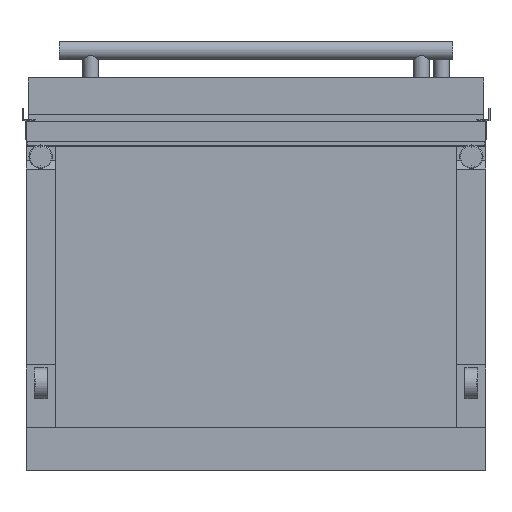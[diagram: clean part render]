
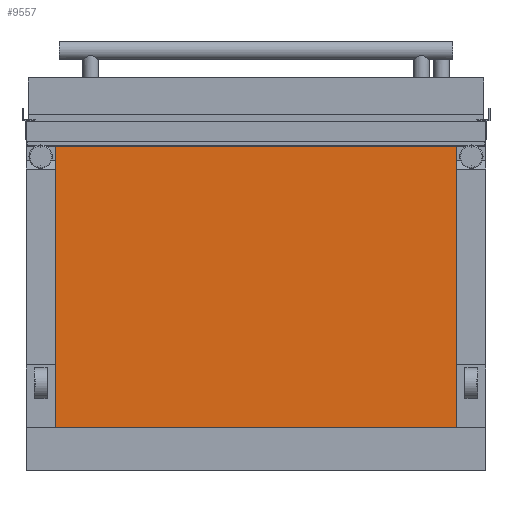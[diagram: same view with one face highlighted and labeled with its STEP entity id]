
A CAD part, front view. The second image highlights one B-rep face of the part: STEP entity #9557.
In plain terms, the highlighted planar face has unit normal (0, -1, 0).
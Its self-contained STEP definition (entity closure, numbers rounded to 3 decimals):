
#60 = CARTESIAN_POINT ( 'NONE',  ( 368., -928.35, -210.4 ) ) ;
#625 = ORIENTED_EDGE ( 'NONE', *, *, #16511, .F. ) ;
#698 = EDGE_CURVE ( 'NONE', #10149, #13261, #14635, .T. ) ;
#1733 = AXIS2_PLACEMENT_3D ( 'NONE', #11436, #7488, #12763 ) ;
#2173 = LINE ( 'NONE', #15440, #15689 ) ;
#2375 = DIRECTION ( 'NONE',  ( 1., 0., 0. ) ) ;
#2993 = EDGE_LOOP ( 'NONE', ( #15266, #10331, #12425, #625 ) ) ;
#3067 = VERTEX_POINT ( 'NONE', #3214 ) ;
#3214 = CARTESIAN_POINT ( 'NONE',  ( 321., -928.35, 240. ) ) ;
#4162 = LINE ( 'NONE', #7950, #15604 ) ;
#4178 = EDGE_CURVE ( 'NONE', #10149, #8558, #10620, .T. ) ;
#7488 = DIRECTION ( 'NONE',  ( 0., 1., 0. ) ) ;
#7950 = CARTESIAN_POINT ( 'NONE',  ( 321., -928.35, -280. ) ) ;
#8502 = DIRECTION ( 'NONE',  ( 0., 0., 1. ) ) ;
#8558 = VERTEX_POINT ( 'NONE', #12897 ) ;
#8703 = PLANE ( 'NONE',  #1733 ) ;
#9118 = CARTESIAN_POINT ( 'NONE',  ( -321., -928.35, -210.4 ) ) ;
#9284 = CARTESIAN_POINT ( 'NONE',  ( 321., -928.35, -210.4 ) ) ;
#9557 = ADVANCED_FACE ( 'NONE', ( #12428 ), #8703, .F. ) ;
#10140 = VECTOR ( 'NONE', #10626, 1000. ) ;
#10149 = VERTEX_POINT ( 'NONE', #9118 ) ;
#10331 = ORIENTED_EDGE ( 'NONE', *, *, #698, .T. ) ;
#10620 = LINE ( 'NONE', #12613, #12053 ) ;
#10626 = DIRECTION ( 'NONE',  ( 1., 0., 0. ) ) ;
#11436 = CARTESIAN_POINT ( 'NONE',  ( 321., -928.35, -280. ) ) ;
#11840 = DIRECTION ( 'NONE',  ( 0., 0., 1. ) ) ;
#12053 = VECTOR ( 'NONE', #8502, 1000. ) ;
#12425 = ORIENTED_EDGE ( 'NONE', *, *, #13287, .T. ) ;
#12428 = FACE_OUTER_BOUND ( 'NONE', #2993, .T. ) ;
#12613 = CARTESIAN_POINT ( 'NONE',  ( -321., -928.35, -280. ) ) ;
#12763 = DIRECTION ( 'NONE',  ( 0., 0., 1. ) ) ;
#12897 = CARTESIAN_POINT ( 'NONE',  ( -321., -928.35, 240. ) ) ;
#13261 = VERTEX_POINT ( 'NONE', #9284 ) ;
#13287 = EDGE_CURVE ( 'NONE', #13261, #3067, #4162, .T. ) ;
#14635 = LINE ( 'NONE', #60, #10140 ) ;
#15266 = ORIENTED_EDGE ( 'NONE', *, *, #4178, .F. ) ;
#15440 = CARTESIAN_POINT ( 'NONE',  ( 321., -928.35, 240. ) ) ;
#15604 = VECTOR ( 'NONE', #11840, 1000. ) ;
#15689 = VECTOR ( 'NONE', #2375, 1000. ) ;
#16511 = EDGE_CURVE ( 'NONE', #8558, #3067, #2173, .T. ) ;
